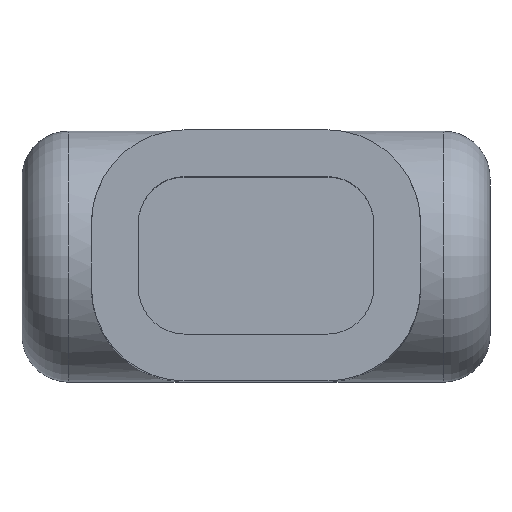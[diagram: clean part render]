
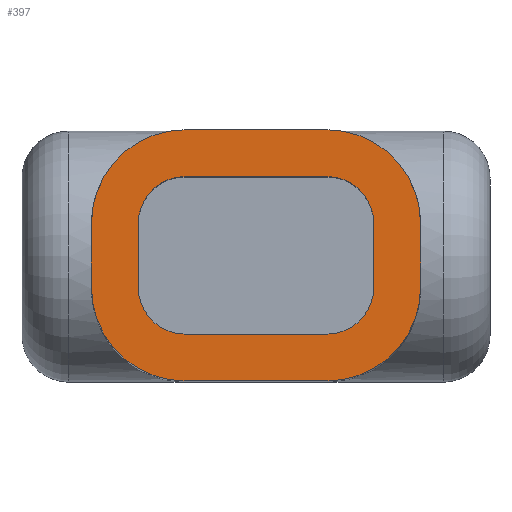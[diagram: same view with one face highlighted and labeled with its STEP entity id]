
A CAD part, top view. The second image highlights one B-rep face of the part: STEP entity #397.
In plain terms, the highlighted planar face has unit normal (0, 0, 1).
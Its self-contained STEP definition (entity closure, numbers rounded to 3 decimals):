
#129=CARTESIAN_POINT('Axis2P3D Location',(-4.55,2.05,15.)) ;
#133=CARTESIAN_POINT('Vertex',(-4.55,5.05,15.)) ;
#135=CARTESIAN_POINT('Vertex',(-7.55,2.05,15.)) ;
#160=CARTESIAN_POINT('Line Origine',(-7.55,0.,15.)) ;
#164=CARTESIAN_POINT('Vertex',(-7.55,-2.05,15.)) ;
#184=CARTESIAN_POINT('Axis2P3D Location',(-4.55,-2.05,15.)) ;
#188=CARTESIAN_POINT('Vertex',(-4.55,-5.05,15.)) ;
#208=CARTESIAN_POINT('Line Origine',(0.,-5.05,15.)) ;
#212=CARTESIAN_POINT('Vertex',(4.55,-5.05,15.)) ;
#232=CARTESIAN_POINT('Axis2P3D Location',(4.55,-2.05,15.)) ;
#236=CARTESIAN_POINT('Vertex',(7.55,-2.05,15.)) ;
#256=CARTESIAN_POINT('Line Origine',(7.55,0.,15.)) ;
#260=CARTESIAN_POINT('Vertex',(7.55,2.05,15.)) ;
#280=CARTESIAN_POINT('Axis2P3D Location',(4.55,2.05,15.)) ;
#284=CARTESIAN_POINT('Vertex',(4.55,5.05,15.)) ;
#304=CARTESIAN_POINT('Line Origine',(0.,5.05,15.)) ;
#316=CARTESIAN_POINT('Axis2P3D Location',(0.,0.,15.)) ;
#321=CARTESIAN_POINT('Axis2P3D Location',(-4.55,2.05,15.)) ;
#325=CARTESIAN_POINT('Vertex',(-4.55,8.05,15.)) ;
#327=CARTESIAN_POINT('Vertex',(-10.55,2.05,15.)) ;
#330=CARTESIAN_POINT('Line Origine',(-10.55,0.,15.)) ;
#334=CARTESIAN_POINT('Vertex',(-10.55,-2.05,15.)) ;
#337=CARTESIAN_POINT('Axis2P3D Location',(-4.55,-2.05,15.)) ;
#341=CARTESIAN_POINT('Vertex',(-4.55,-8.05,15.)) ;
#344=CARTESIAN_POINT('Line Origine',(0.,-8.05,15.)) ;
#348=CARTESIAN_POINT('Vertex',(4.55,-8.05,15.)) ;
#351=CARTESIAN_POINT('Axis2P3D Location',(4.55,-2.05,15.)) ;
#355=CARTESIAN_POINT('Vertex',(10.55,-2.05,15.)) ;
#358=CARTESIAN_POINT('Line Origine',(10.55,0.,15.)) ;
#362=CARTESIAN_POINT('Vertex',(10.55,2.05,15.)) ;
#365=CARTESIAN_POINT('Axis2P3D Location',(4.55,2.05,15.)) ;
#369=CARTESIAN_POINT('Vertex',(4.55,8.05,15.)) ;
#372=CARTESIAN_POINT('Line Origine',(0.,8.05,15.)) ;
#130=DIRECTION('Axis2P3D Direction',(0.,0.,1.)) ;
#161=DIRECTION('Vector Direction',(0.,1.,0.)) ;
#185=DIRECTION('Axis2P3D Direction',(0.,0.,1.)) ;
#209=DIRECTION('Vector Direction',(-1.,0.,0.)) ;
#233=DIRECTION('Axis2P3D Direction',(0.,0.,1.)) ;
#257=DIRECTION('Vector Direction',(0.,-1.,0.)) ;
#281=DIRECTION('Axis2P3D Direction',(0.,0.,1.)) ;
#305=DIRECTION('Vector Direction',(1.,0.,0.)) ;
#317=DIRECTION('Axis2P3D Direction',(0.,0.,1.)) ;
#318=DIRECTION('Axis2P3D XDirection',(1.,0.,0.)) ;
#322=DIRECTION('Axis2P3D Direction',(0.,0.,1.)) ;
#331=DIRECTION('Vector Direction',(0.,1.,0.)) ;
#338=DIRECTION('Axis2P3D Direction',(0.,0.,1.)) ;
#345=DIRECTION('Vector Direction',(-1.,0.,0.)) ;
#352=DIRECTION('Axis2P3D Direction',(0.,0.,1.)) ;
#359=DIRECTION('Vector Direction',(0.,-1.,0.)) ;
#366=DIRECTION('Axis2P3D Direction',(0.,0.,1.)) ;
#373=DIRECTION('Vector Direction',(1.,0.,0.)) ;
#131=AXIS2_PLACEMENT_3D('Circle Axis2P3D',#129,#130,$) ;
#186=AXIS2_PLACEMENT_3D('Circle Axis2P3D',#184,#185,$) ;
#234=AXIS2_PLACEMENT_3D('Circle Axis2P3D',#232,#233,$) ;
#282=AXIS2_PLACEMENT_3D('Circle Axis2P3D',#280,#281,$) ;
#319=AXIS2_PLACEMENT_3D('Plane Axis2P3D',#316,#317,#318) ;
#323=AXIS2_PLACEMENT_3D('Circle Axis2P3D',#321,#322,$) ;
#339=AXIS2_PLACEMENT_3D('Circle Axis2P3D',#337,#338,$) ;
#353=AXIS2_PLACEMENT_3D('Circle Axis2P3D',#351,#352,$) ;
#367=AXIS2_PLACEMENT_3D('Circle Axis2P3D',#365,#366,$) ;
#378=ORIENTED_EDGE('',*,*,#329,.T.) ;
#379=ORIENTED_EDGE('',*,*,#336,.T.) ;
#380=ORIENTED_EDGE('',*,*,#343,.T.) ;
#381=ORIENTED_EDGE('',*,*,#350,.T.) ;
#382=ORIENTED_EDGE('',*,*,#357,.T.) ;
#383=ORIENTED_EDGE('',*,*,#364,.T.) ;
#384=ORIENTED_EDGE('',*,*,#371,.T.) ;
#385=ORIENTED_EDGE('',*,*,#376,.T.) ;
#388=ORIENTED_EDGE('',*,*,#262,.F.) ;
#389=ORIENTED_EDGE('',*,*,#238,.F.) ;
#390=ORIENTED_EDGE('',*,*,#214,.F.) ;
#391=ORIENTED_EDGE('',*,*,#190,.F.) ;
#392=ORIENTED_EDGE('',*,*,#166,.F.) ;
#393=ORIENTED_EDGE('',*,*,#137,.F.) ;
#394=ORIENTED_EDGE('',*,*,#308,.F.) ;
#395=ORIENTED_EDGE('',*,*,#286,.F.) ;
#396=FACE_BOUND('',#387,.T.) ;
#162=VECTOR('Line Direction',#161,1.) ;
#210=VECTOR('Line Direction',#209,1.) ;
#258=VECTOR('Line Direction',#257,1.) ;
#306=VECTOR('Line Direction',#305,1.) ;
#332=VECTOR('Line Direction',#331,1.) ;
#346=VECTOR('Line Direction',#345,1.) ;
#360=VECTOR('Line Direction',#359,1.) ;
#374=VECTOR('Line Direction',#373,1.) ;
#397=ADVANCED_FACE('PartBody',(#386,#396),#320,.T.) ;
#132=CIRCLE('generated circle',#131,3.) ;
#187=CIRCLE('generated circle',#186,3.) ;
#235=CIRCLE('generated circle',#234,3.) ;
#283=CIRCLE('generated circle',#282,3.) ;
#324=CIRCLE('generated circle',#323,6.) ;
#340=CIRCLE('generated circle',#339,6.) ;
#354=CIRCLE('generated circle',#353,6.) ;
#368=CIRCLE('generated circle',#367,6.) ;
#137=EDGE_CURVE('',#134,#136,#132,.T.) ;
#166=EDGE_CURVE('',#136,#165,#163,.F.) ;
#190=EDGE_CURVE('',#165,#189,#187,.T.) ;
#214=EDGE_CURVE('',#189,#213,#211,.F.) ;
#238=EDGE_CURVE('',#213,#237,#235,.T.) ;
#262=EDGE_CURVE('',#237,#261,#259,.F.) ;
#286=EDGE_CURVE('',#261,#285,#283,.T.) ;
#308=EDGE_CURVE('',#285,#134,#307,.F.) ;
#329=EDGE_CURVE('',#326,#328,#324,.T.) ;
#336=EDGE_CURVE('',#328,#335,#333,.F.) ;
#343=EDGE_CURVE('',#335,#342,#340,.T.) ;
#350=EDGE_CURVE('',#342,#349,#347,.F.) ;
#357=EDGE_CURVE('',#349,#356,#354,.T.) ;
#364=EDGE_CURVE('',#356,#363,#361,.F.) ;
#371=EDGE_CURVE('',#363,#370,#368,.T.) ;
#376=EDGE_CURVE('',#370,#326,#375,.F.) ;
#377=EDGE_LOOP('',(#378,#379,#380,#381,#382,#383,#384,#385)) ;
#387=EDGE_LOOP('',(#388,#389,#390,#391,#392,#393,#394,#395)) ;
#386=FACE_OUTER_BOUND('',#377,.T.) ;
#163=LINE('Line',#160,#162) ;
#211=LINE('Line',#208,#210) ;
#259=LINE('Line',#256,#258) ;
#307=LINE('Line',#304,#306) ;
#333=LINE('Line',#330,#332) ;
#347=LINE('Line',#344,#346) ;
#361=LINE('Line',#358,#360) ;
#375=LINE('Line',#372,#374) ;
#320=PLANE('Plane',#319) ;
#134=VERTEX_POINT('',#133) ;
#136=VERTEX_POINT('',#135) ;
#165=VERTEX_POINT('',#164) ;
#189=VERTEX_POINT('',#188) ;
#213=VERTEX_POINT('',#212) ;
#237=VERTEX_POINT('',#236) ;
#261=VERTEX_POINT('',#260) ;
#285=VERTEX_POINT('',#284) ;
#326=VERTEX_POINT('',#325) ;
#328=VERTEX_POINT('',#327) ;
#335=VERTEX_POINT('',#334) ;
#342=VERTEX_POINT('',#341) ;
#349=VERTEX_POINT('',#348) ;
#356=VERTEX_POINT('',#355) ;
#363=VERTEX_POINT('',#362) ;
#370=VERTEX_POINT('',#369) ;
